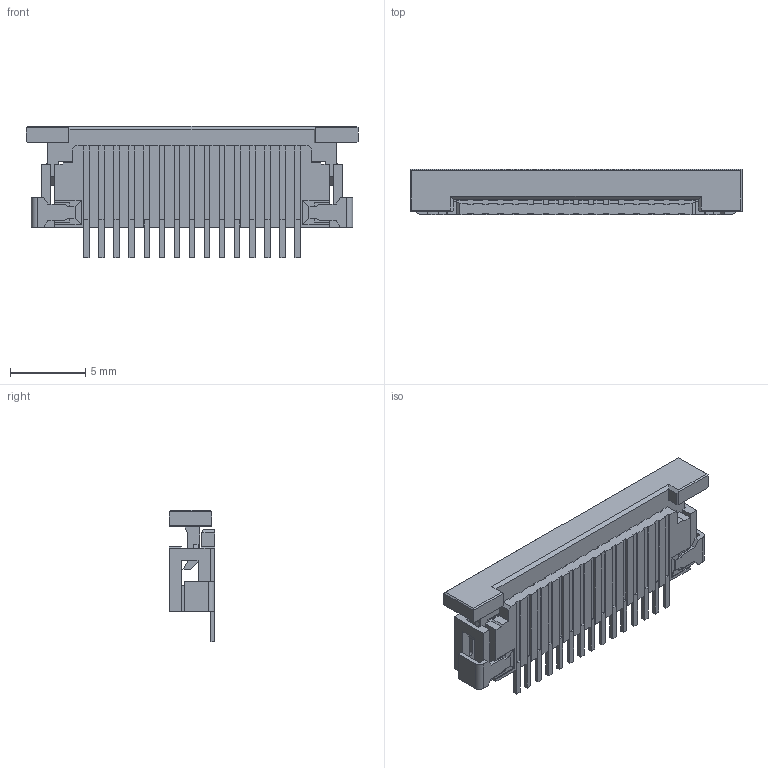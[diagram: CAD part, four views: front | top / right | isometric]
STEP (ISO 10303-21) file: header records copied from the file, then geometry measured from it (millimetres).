
FILE_DESCRIPTION((''),'2;1');
FILE_NAME('522711579','2014-05-29T',('me'),(''),'PRO/ENGINEER BY PARAMETRIC TECHNOLOGY CORPORATION, 2011490','PRO/ENGINEER BY PARAMETRIC TECHNOLOGY CORPORATION, 2011490','');
FILE_SCHEMA(('CONFIG_CONTROL_DESIGN'));
Length unit declared in the file: millimetre
Products named in the file (1): 522711579
Bounding box: 22 x 3 x 8.7 mm (x, y, z)
Volume: 247.8 mm3; surface area: 981.7 mm2
Topology: 1 solids, 1 shells, 552 faces, 1869 edges, 1250 vertices
Faces by surface type: plane 544, cylinder 8
Entity records: 19949 total; most frequent: CARTESIAN_POINT 3604, ORIENTED_EDGE 3602, DIRECTION 2991, VECTOR 1853, LINE 1853, EDGE_CURVE 1801, VERTEX_POINT 1182, EDGE_LOOP 585
